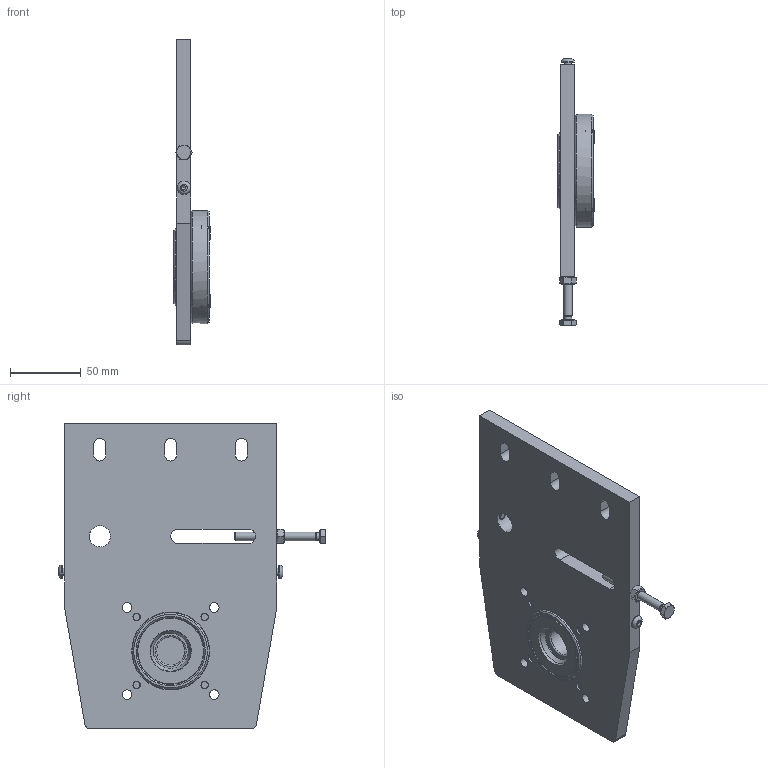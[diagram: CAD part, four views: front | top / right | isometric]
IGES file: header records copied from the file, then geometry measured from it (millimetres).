
Global section: file name: 904520L.stp.ipt; native system: Autodesk Inventor 2014; preprocessor: unknown; author: zeman; date: 20151020.100257; units: millimetre
Bounding box: 25.5 x 188.46 x 216 mm (x, y, z)
Volume: 341285.5 mm3; surface area: 106378.6 mm2
Topology: 13 solids, 13 shells, 250 faces, 711 edges, 522 vertices
Faces by surface type: plane 113, revolution 80, cylinder 23, cone 22, bspline 12
Full cylindrical faces by diameter (mm): 5 x2, 5.459 x1, 6 x6, 8.7 x1, 9.5 x2, 10 x4, 29.2 x1, 47 x2, 54 x1, 80 x1
